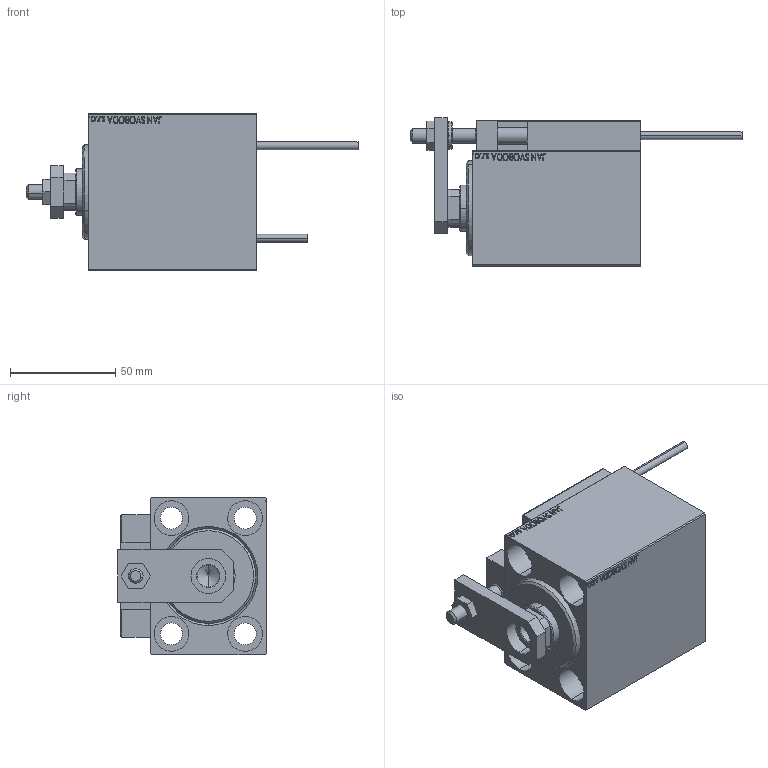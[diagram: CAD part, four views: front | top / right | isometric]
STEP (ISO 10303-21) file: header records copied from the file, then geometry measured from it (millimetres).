
FILE_DESCRIPTION (( 'STEP AP203' ), '1' );
FILE_NAME ('28bc.STEP', '2024-02-12T10:34:49', ( '' ), ( '' ), 'SwSTEP 2.0', 'SolidWorks 2019', '' );
FILE_SCHEMA (( 'CONFIG_CONTROL_DESIGN' ));
Length unit declared in the file: millimetre
Products named in the file (15): ALLEN BOLT D8 540c94e7958795cbe0fe976011adda9e; ZARAZKA 540c94e7958795cbe0fe976011adda9e; MAGNET 540c94e7958795cbe0fe976011adda9e; SWITCH_X_FRONT_BACK 540c94e7958795cbe0fe976011adda9e; NUT_D12 540c94e7958795cbe0fe976011adda9e; KONCOVKA 540c94e7958795cbe0fe976011adda9e; TYC_L79 540c94e7958795cbe0fe976011adda9e; V450CM_C_VCP 540c94e7958795cbe0fe976011adda9e; V450CM_VC_B 540c94e7958795cbe0fe976011adda9e; ALLEN BOLT D5 540c94e7958795cbe0fe976011adda9e; 28bc; V450CM_C_Body 540c94e7958795cbe0fe976011adda9e; SWITCH X 540c94e7958795cbe0fe976011adda9e; SWITCH DIM B,W 540c94e7958795cbe0fe976011adda9e; Block 540c94e7958795cbe0fe976011adda9e
Assembly tree (24 placements, depth 3):
  28bc
    V450CM_C_Body 540c94e7958795cbe0fe976011adda9e
    SWITCH X 540c94e7958795cbe0fe976011adda9e
      SWITCH_X_FRONT_BACK 540c94e7958795cbe0fe976011adda9e  x2
      TYC_L79 540c94e7958795cbe0fe976011adda9e
      Block 540c94e7958795cbe0fe976011adda9e  x2
      ALLEN BOLT D5 540c94e7958795cbe0fe976011adda9e  x4
      ALLEN BOLT D8 540c94e7958795cbe0fe976011adda9e  x4
      MAGNET 540c94e7958795cbe0fe976011adda9e  x2
      KONCOVKA 540c94e7958795cbe0fe976011adda9e  x2
    NUT_D12 540c94e7958795cbe0fe976011adda9e
    SWITCH DIM B,W 540c94e7958795cbe0fe976011adda9e
    ZARAZKA 540c94e7958795cbe0fe976011adda9e
    V450CM_C_VCP 540c94e7958795cbe0fe976011adda9e
    V450CM_VC_B 540c94e7958795cbe0fe976011adda9e
Bounding box: 157.7 x 70.5 x 75 mm (x, y, z)
Volume: 332532.4 mm3; surface area: 86792.7 mm2
Topology: 23 solids, 23 shells, 1272 faces, 3044 edges, 1947 vertices
Faces by surface type: plane 558, bspline 380, cylinder 180, cone 106, torus 44, sphere 4
Entity records: 49883 total; most frequent: CARTESIAN_POINT 25860, ORIENTED_EDGE 5108, DIRECTION 3406, EDGE_CURVE 2554, VERTEX_POINT 1671, LINE 1476, VECTOR 1476, EDGE_LOOP 1179
